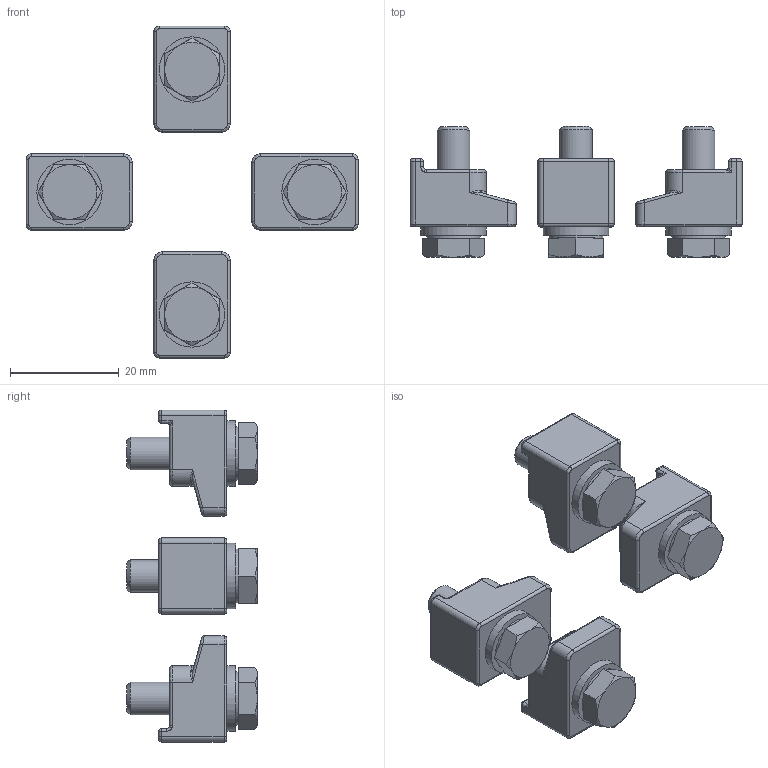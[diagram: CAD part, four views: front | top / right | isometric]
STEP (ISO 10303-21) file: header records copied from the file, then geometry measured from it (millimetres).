
FILE_DESCRIPTION (( 'STEP AP214' ), '1' );
FILE_NAME ('FULLVAC G1KF.STEP', '2019-03-26T15:09:19', ( '' ), ( '' ), 'SwSTEP 2.0', 'SolidWorks 2017', '' );
FILE_SCHEMA (( 'AUTOMOTIVE_DESIGN' ));
Length unit declared in the file: millimetre
Products named in the file (1): FULLVAC G1KF
Bounding box: 61 x 24 x 61 mm (x, y, z)
Volume: 12515.3 mm3; surface area: 8027 mm2
Topology: 4 solids, 4 shells, 288 faces, 718 edges, 438 vertices
Faces by surface type: cylinder 116, plane 84, bspline 64, torus 16, cone 8
Full cylindrical faces by diameter (mm): 6 x4, 6.4 x4, 7 x4, 9.9 x4, 12 x4
Entity records: 12511 total; most frequent: CARTESIAN_POINT 6483, ORIENTED_EDGE 1304, DIRECTION 1058, EDGE_CURVE 652, VERTEX_POINT 424, AXIS2_PLACEMENT_3D 409, EDGE_LOOP 340, FACE_OUTER_BOUND 312
